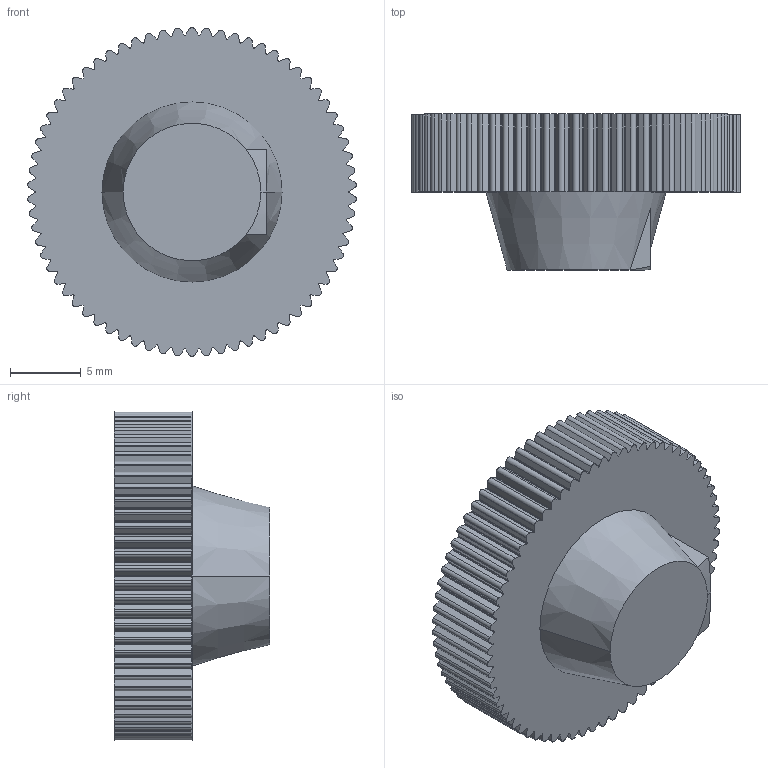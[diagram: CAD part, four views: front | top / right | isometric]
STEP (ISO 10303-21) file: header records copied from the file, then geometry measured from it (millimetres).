
FILE_DESCRIPTION (( 'STEP AP214' ), '1' );
FILE_NAME ('Part1.STEP', '2022-10-22T08:22:30', ( '' ), ( '' ), 'SwSTEP 2.0', 'SolidWorks 2021', '' );
FILE_SCHEMA (( 'AUTOMOTIVE_DESIGN' ));
Length unit declared in the file: millimetre
Products named in the file (1): Part1
Bounding box: 23.17 x 11 x 23.19 mm (x, y, z)
Volume: 2785.8 mm3; surface area: 1573.6 mm2
Topology: 1 solids, 1 shells, 479 faces, 1426 edges, 950 vertices
Faces by surface type: cylinder 329, plane 146, cone 2, bspline 2
Entity records: 16466 total; most frequent: DIRECTION 3036, CARTESIAN_POINT 2924, ORIENTED_EDGE 2852, EDGE_CURVE 1426, AXIS2_PLACEMENT_3D 1140, VERTEX_POINT 950, LINE 756, VECTOR 756
